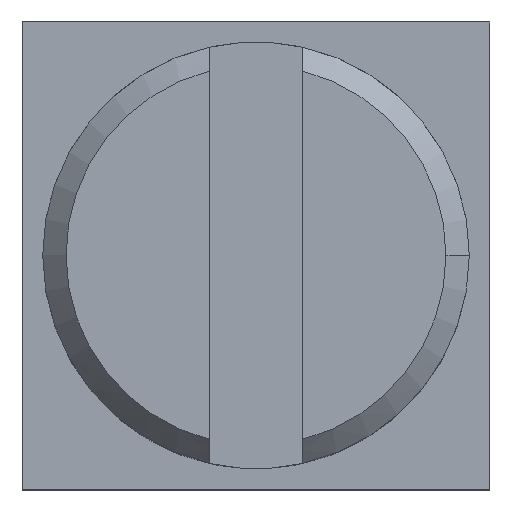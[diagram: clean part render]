
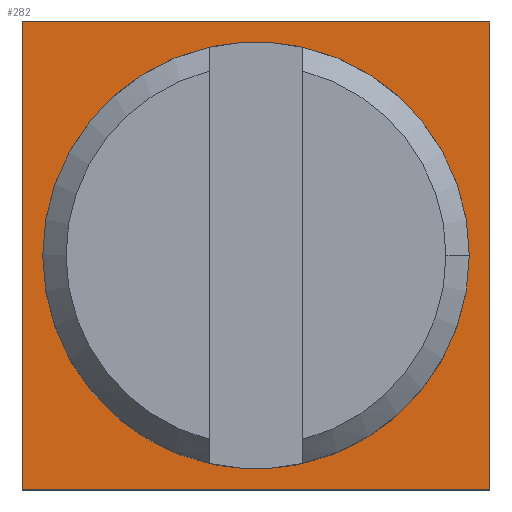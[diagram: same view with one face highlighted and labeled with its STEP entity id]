
A CAD part, top view. The second image highlights one B-rep face of the part: STEP entity #282.
In plain terms, the highlighted planar face has unit normal (0, 0, 1).
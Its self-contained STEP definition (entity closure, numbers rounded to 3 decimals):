
#69 = VERTEX_POINT('',#70);
#70 = CARTESIAN_POINT('',(1.827,0.,4.8));
#76 = EDGE_CURVE('',#69,#69,#77,.T.);
#77 = CIRCLE('',#78,1.827);
#78 = AXIS2_PLACEMENT_3D('',#79,#80,#81);
#79 = CARTESIAN_POINT('',(0.,0.,4.8));
#80 = DIRECTION('',(0.,0.,1.));
#81 = DIRECTION('',(1.,0.,0.));
#282 = ADVANCED_FACE('',(#283,#317),#320,.F.);
#283 = FACE_BOUND('',#284,.F.);
#284 = EDGE_LOOP('',(#285,#295,#303,#311));
#285 = ORIENTED_EDGE('',*,*,#286,.T.);
#286 = EDGE_CURVE('',#287,#289,#291,.T.);
#287 = VERTEX_POINT('',#288);
#288 = CARTESIAN_POINT('',(-2.,2.,4.8));
#289 = VERTEX_POINT('',#290);
#290 = CARTESIAN_POINT('',(2.,2.,4.8));
#291 = LINE('',#292,#293);
#292 = CARTESIAN_POINT('',(-2.,2.,4.8));
#293 = VECTOR('',#294,1.);
#294 = DIRECTION('',(1.,0.,0.));
#295 = ORIENTED_EDGE('',*,*,#296,.T.);
#296 = EDGE_CURVE('',#289,#297,#299,.T.);
#297 = VERTEX_POINT('',#298);
#298 = CARTESIAN_POINT('',(2.,-2.,4.8));
#299 = LINE('',#300,#301);
#300 = CARTESIAN_POINT('',(2.,2.,4.8));
#301 = VECTOR('',#302,1.);
#302 = DIRECTION('',(0.,-1.,0.));
#303 = ORIENTED_EDGE('',*,*,#304,.T.);
#304 = EDGE_CURVE('',#297,#305,#307,.T.);
#305 = VERTEX_POINT('',#306);
#306 = CARTESIAN_POINT('',(-2.,-2.,4.8));
#307 = LINE('',#308,#309);
#308 = CARTESIAN_POINT('',(2.,-2.,4.8));
#309 = VECTOR('',#310,1.);
#310 = DIRECTION('',(-1.,0.,0.));
#311 = ORIENTED_EDGE('',*,*,#312,.T.);
#312 = EDGE_CURVE('',#305,#287,#313,.T.);
#313 = LINE('',#314,#315);
#314 = CARTESIAN_POINT('',(-2.,-2.,4.8));
#315 = VECTOR('',#316,1.);
#316 = DIRECTION('',(0.,1.,0.));
#317 = FACE_BOUND('',#318,.F.);
#318 = EDGE_LOOP('',(#319));
#319 = ORIENTED_EDGE('',*,*,#76,.T.);
#320 = PLANE('',#321);
#321 = AXIS2_PLACEMENT_3D('',#322,#323,#324);
#322 = CARTESIAN_POINT('',(0.,0.,4.8));
#323 = DIRECTION('',(-0.,-0.,-1.));
#324 = DIRECTION('',(-1.,0.,0.));
